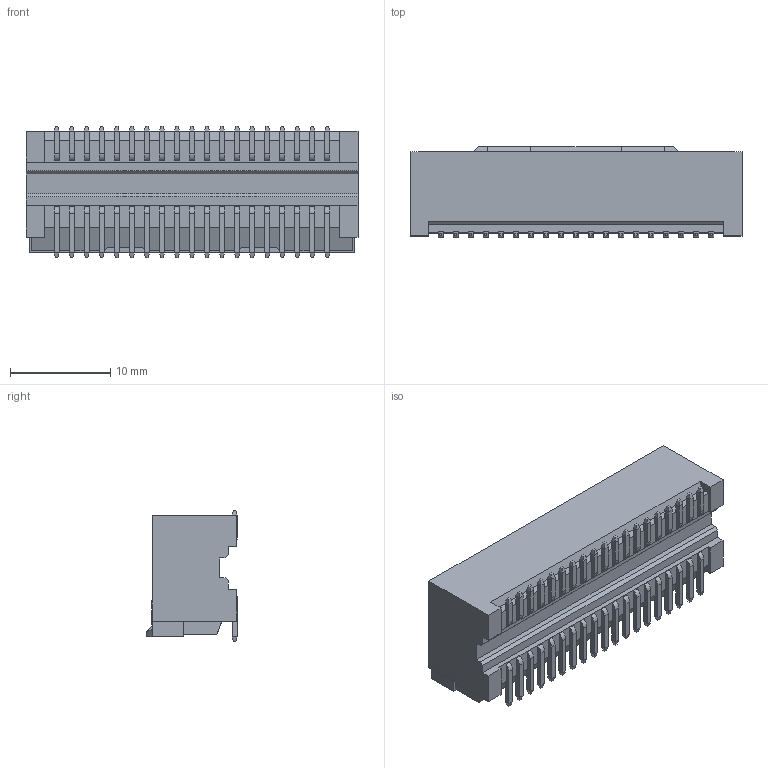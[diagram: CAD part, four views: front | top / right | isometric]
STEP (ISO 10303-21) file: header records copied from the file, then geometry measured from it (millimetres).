
FILE_DESCRIPTION((''),'2;1');
FILE_NAME('2016450380','2018-12-27T',('gga'),(''),'PRO/ENGINEER BY PARAMETRIC TECHNOLOGY CORPORATION, 2016010','PRO/ENGINEER BY PARAMETRIC TECHNOLOGY CORPORATION, 2016010','');
FILE_SCHEMA(('CONFIG_CONTROL_DESIGN'));
Length unit declared in the file: millimetre
Products named in the file (1): 2016450380
Bounding box: 33.1 x 9 x 13.1 mm (x, y, z)
Volume: 1546.6 mm3; surface area: 3034 mm2
Topology: 2 solids, 2 shells, 993 faces, 2704 edges, 1752 vertices
Faces by surface type: plane 955, cylinder 38
Entity records: 30173 total; most frequent: CARTESIAN_POINT 5298, ORIENTED_EDGE 5104, DIRECTION 4768, VECTOR 2628, LINE 2628, EDGE_CURVE 2552, VERTEX_POINT 1600, AXIS2_PLACEMENT_3D 1070
